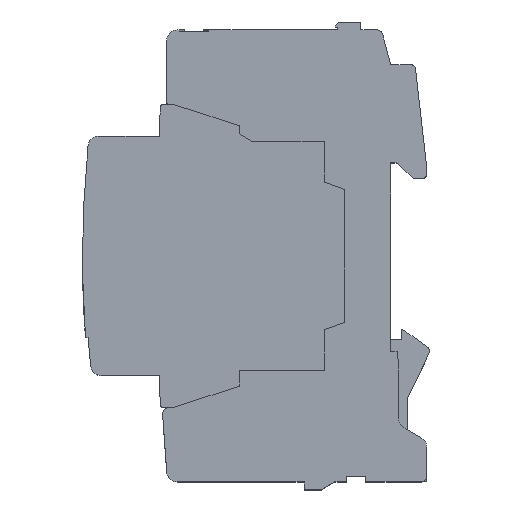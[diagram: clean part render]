
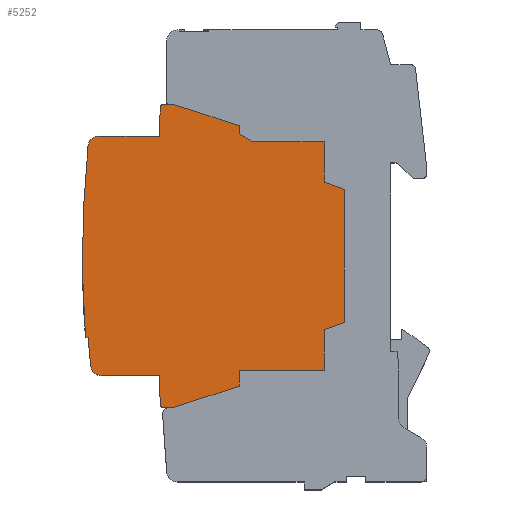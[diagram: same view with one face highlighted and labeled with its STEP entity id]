
A CAD part, top view. The second image highlights one B-rep face of the part: STEP entity #5252.
In plain terms, the highlighted planar face has unit normal (0, 0, 1).
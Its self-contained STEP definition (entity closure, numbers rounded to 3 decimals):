
#1000=DIRECTION('',(1.,0.,0.));
#1001=VECTOR('',#1000,0.839);
#1002=CARTESIAN_POINT('',(-41.65,28.5,8.8));
#1003=LINE('',#1002,#1001);
#1070=DIRECTION('',(1.,0.,0.));
#1071=VECTOR('',#1070,1.15);
#1072=CARTESIAN_POINT('',(-42.8,-28.5,8.8));
#1073=LINE('',#1072,#1071);
#1074=CARTESIAN_POINT('',(-42.8,-28.,8.8));
#1075=DIRECTION('',(0.,0.,1.));
#1076=DIRECTION('',(-0.998,-0.07,0.));
#1077=AXIS2_PLACEMENT_3D('',#1074,#1075,#1076);
#1079=DIRECTION('',(0.07,-0.998,0.));
#1080=VECTOR('',#1079,2.889);
#1081=CARTESIAN_POINT('',(-43.5,-25.153,8.8));
#1082=LINE('',#1081,#1080);
#1083=DIRECTION('',(0.,-1.,0.));
#1084=VECTOR('',#1083,2.653);
#1085=CARTESIAN_POINT('',(-43.5,-22.5,8.8));
#1086=LINE('',#1085,#1084);
#1087=CARTESIAN_POINT('',(-54.435,-20.5,8.8));
#1088=DIRECTION('',(0.,0.,1.));
#1089=DIRECTION('',(-0.995,-0.104,0.));
#1090=AXIS2_PLACEMENT_3D('',#1087,#1088,#1089);
#1092=CARTESIAN_POINT('',(142.,0.,8.8));
#1093=DIRECTION('',(0.,0.,1.));
#1094=DIRECTION('',(-0.997,-0.077,0.));
#1095=AXIS2_PLACEMENT_3D('',#1092,#1093,#1094);
#1097=DIRECTION('',(1.,0.,0.));
#1098=VECTOR('',#1097,0.5);
#1099=CARTESIAN_POINT('',(-57.41,-15.348,8.8));
#1100=LINE('',#1099,#1098);
#1101=CARTESIAN_POINT('',(142.,0.,8.8));
#1102=DIRECTION('',(0.,0.,1.));
#1103=DIRECTION('',(-0.995,0.104,0.));
#1104=AXIS2_PLACEMENT_3D('',#1101,#1102,#1103);
#1106=CARTESIAN_POINT('',(-54.936,20.5,8.8));
#1107=DIRECTION('',(0.,0.,1.));
#1108=DIRECTION('',(0.,1.,0.));
#1109=AXIS2_PLACEMENT_3D('',#1106,#1107,#1108);
#1111=DIRECTION('',(0.,-1.,0.));
#1112=VECTOR('',#1111,2.653);
#1113=CARTESIAN_POINT('',(-43.5,25.153,8.8));
#1114=LINE('',#1113,#1112);
#1115=DIRECTION('',(-0.07,-0.998,0.));
#1116=VECTOR('',#1115,2.889);
#1117=CARTESIAN_POINT('',(-43.298,28.035,8.8));
#1118=LINE('',#1117,#1116);
#1119=CARTESIAN_POINT('',(-42.8,28.,8.8));
#1120=DIRECTION('',(0.,0.,1.));
#1121=DIRECTION('',(0.,1.,0.));
#1122=AXIS2_PLACEMENT_3D('',#1119,#1120,#1121);
#1124=DIRECTION('',(-1.,0.,0.));
#1125=VECTOR('',#1124,1.15);
#1126=CARTESIAN_POINT('',(-41.65,28.5,8.8));
#1127=LINE('',#1126,#1125);
#1136=DIRECTION('',(0.951,-0.309,0.));
#1137=VECTOR('',#1136,12.944);
#1138=CARTESIAN_POINT('',(-40.811,28.5,8.8));
#1139=LINE('',#1138,#1137);
#1152=DIRECTION('',(0.,1.,0.));
#1153=VECTOR('',#1152,1.557);
#1154=CARTESIAN_POINT('',(-28.5,22.943,8.8));
#1155=LINE('',#1154,#1153);
#1168=DIRECTION('',(0.866,-0.5,0.));
#1169=VECTOR('',#1168,2.887);
#1170=CARTESIAN_POINT('',(-28.5,22.943,8.8));
#1171=LINE('',#1170,#1169);
#1184=DIRECTION('',(-1.,0.,0.));
#1185=VECTOR('',#1184,13.5);
#1186=CARTESIAN_POINT('',(-12.5,21.5,8.8));
#1187=LINE('',#1186,#1185);
#1200=DIRECTION('',(0.,-1.,0.));
#1201=VECTOR('',#1200,7.617);
#1202=CARTESIAN_POINT('',(-12.5,21.5,8.8));
#1203=LINE('',#1202,#1201);
#1216=DIRECTION('',(0.94,-0.342,0.));
#1217=VECTOR('',#1216,4.044);
#1218=CARTESIAN_POINT('',(-12.5,13.883,8.8));
#1219=LINE('',#1218,#1217);
#1232=DIRECTION('',(0.,-1.,0.));
#1233=VECTOR('',#1232,25.);
#1234=CARTESIAN_POINT('',(-8.7,12.5,8.8));
#1235=LINE('',#1234,#1233);
#1248=DIRECTION('',(-0.94,-0.342,0.));
#1249=VECTOR('',#1248,4.044);
#1250=CARTESIAN_POINT('',(-8.7,-12.5,8.8));
#1251=LINE('',#1250,#1249);
#1264=DIRECTION('',(0.,-1.,0.));
#1265=VECTOR('',#1264,7.617);
#1266=CARTESIAN_POINT('',(-12.5,-13.883,8.8));
#1267=LINE('',#1266,#1265);
#1280=DIRECTION('',(-1.,0.,0.));
#1281=VECTOR('',#1280,16.);
#1282=CARTESIAN_POINT('',(-12.5,-21.5,8.8));
#1283=LINE('',#1282,#1281);
#1296=DIRECTION('',(0.,-1.,0.));
#1297=VECTOR('',#1296,3.);
#1298=CARTESIAN_POINT('',(-28.5,-21.5,8.8));
#1299=LINE('',#1298,#1297);
#1312=DIRECTION('',(-0.951,-0.309,0.));
#1313=VECTOR('',#1312,12.944);
#1314=CARTESIAN_POINT('',(-28.5,-24.5,8.8));
#1315=LINE('',#1314,#1313);
#1328=DIRECTION('',(-1.,0.,0.));
#1329=VECTOR('',#1328,0.839);
#1330=CARTESIAN_POINT('',(-40.811,-28.5,8.8));
#1331=LINE('',#1330,#1329);
#1364=DIRECTION('',(1.,0.,0.));
#1365=VECTOR('',#1364,10.935);
#1366=CARTESIAN_POINT('',(-54.435,-22.5,8.8));
#1367=LINE('',#1366,#1365);
#1414=DIRECTION('',(-1.,0.,0.));
#1415=VECTOR('',#1414,11.436);
#1416=CARTESIAN_POINT('',(-43.5,22.5,8.8));
#1417=LINE('',#1416,#1415);
#3657=CARTESIAN_POINT('',(-42.8,28.5,8.8));
#3658=CARTESIAN_POINT('',(-43.298,28.035,8.8));
#3659=VERTEX_POINT('',#3657);
#3660=VERTEX_POINT('',#3658);
#3661=CARTESIAN_POINT('',(-43.5,25.153,8.8));
#3662=VERTEX_POINT('',#3661);
#3663=CARTESIAN_POINT('',(-43.5,22.5,8.8));
#3664=VERTEX_POINT('',#3663);
#3665=CARTESIAN_POINT('',(-54.936,22.5,8.8));
#3666=CARTESIAN_POINT('',(-56.925,20.707,8.8));
#3667=VERTEX_POINT('',#3665);
#3668=VERTEX_POINT('',#3666);
#3669=CARTESIAN_POINT('',(-57.41,-15.348,8.8));
#3670=VERTEX_POINT('',#3669);
#3671=CARTESIAN_POINT('',(-56.91,-15.348,8.8));
#3672=VERTEX_POINT('',#3671);
#3673=CARTESIAN_POINT('',(-56.424,-20.708,8.8));
#3674=VERTEX_POINT('',#3673);
#3675=CARTESIAN_POINT('',(-54.435,-22.5,8.8));
#3676=VERTEX_POINT('',#3675);
#3677=CARTESIAN_POINT('',(-43.5,-22.5,8.8));
#3678=CARTESIAN_POINT('',(-43.5,-25.153,8.8));
#3679=VERTEX_POINT('',#3677);
#3680=VERTEX_POINT('',#3678);
#3681=CARTESIAN_POINT('',(-43.298,-28.035,8.8));
#3682=VERTEX_POINT('',#3681);
#3683=CARTESIAN_POINT('',(-42.8,-28.5,8.8));
#3684=VERTEX_POINT('',#3683);
#3718=CARTESIAN_POINT('',(-41.65,28.5,8.8));
#3719=CARTESIAN_POINT('',(-40.811,28.5,8.8));
#3720=VERTEX_POINT('',#3718);
#3721=VERTEX_POINT('',#3719);
#3724=CARTESIAN_POINT('',(-28.5,24.5,8.8));
#3725=VERTEX_POINT('',#3724);
#3728=CARTESIAN_POINT('',(-28.5,22.943,8.8));
#3729=VERTEX_POINT('',#3728);
#3732=CARTESIAN_POINT('',(-26.,21.5,8.8));
#3733=VERTEX_POINT('',#3732);
#3736=CARTESIAN_POINT('',(-12.5,21.5,8.8));
#3737=VERTEX_POINT('',#3736);
#3740=CARTESIAN_POINT('',(-12.5,13.883,8.8));
#3741=VERTEX_POINT('',#3740);
#3744=CARTESIAN_POINT('',(-8.7,12.5,8.8));
#3745=VERTEX_POINT('',#3744);
#3748=CARTESIAN_POINT('',(-8.7,-12.5,8.8));
#3749=VERTEX_POINT('',#3748);
#3752=CARTESIAN_POINT('',(-12.5,-13.883,8.8));
#3753=VERTEX_POINT('',#3752);
#3756=CARTESIAN_POINT('',(-12.5,-21.5,8.8));
#3757=VERTEX_POINT('',#3756);
#3760=CARTESIAN_POINT('',(-28.5,-21.5,8.8));
#3761=VERTEX_POINT('',#3760);
#3764=CARTESIAN_POINT('',(-28.5,-24.5,8.8));
#3765=VERTEX_POINT('',#3764);
#3768=CARTESIAN_POINT('',(-40.811,-28.5,8.8));
#3769=VERTEX_POINT('',#3768);
#3772=CARTESIAN_POINT('',(-41.65,-28.5,8.8));
#3773=VERTEX_POINT('',#3772);
#5190=CARTESIAN_POINT('',(-12.5,0.,8.8));
#5191=DIRECTION('',(0.,0.,1.));
#5192=DIRECTION('',(1.,0.,0.));
#5193=AXIS2_PLACEMENT_3D('',#5190,#5191,#5192);
#5194=PLANE('',#5193);
#5195=ORIENTED_EDGE('',*,*,#5102,.T.);
#5197=ORIENTED_EDGE('',*,*,#5196,.T.);
#5199=ORIENTED_EDGE('',*,*,#5198,.F.);
#5201=ORIENTED_EDGE('',*,*,#5200,.T.);
#5203=ORIENTED_EDGE('',*,*,#5202,.F.);
#5205=ORIENTED_EDGE('',*,*,#5204,.T.);
#5207=ORIENTED_EDGE('',*,*,#5206,.T.);
#5209=ORIENTED_EDGE('',*,*,#5208,.T.);
#5211=ORIENTED_EDGE('',*,*,#5210,.T.);
#5213=ORIENTED_EDGE('',*,*,#5212,.T.);
#5215=ORIENTED_EDGE('',*,*,#5214,.T.);
#5217=ORIENTED_EDGE('',*,*,#5216,.T.);
#5219=ORIENTED_EDGE('',*,*,#5218,.T.);
#5221=ORIENTED_EDGE('',*,*,#5220,.T.);
#5223=ORIENTED_EDGE('',*,*,#5222,.F.);
#5225=ORIENTED_EDGE('',*,*,#5224,.F.);
#5227=ORIENTED_EDGE('',*,*,#5226,.F.);
#5229=ORIENTED_EDGE('',*,*,#5228,.F.);
#5231=ORIENTED_EDGE('',*,*,#5230,.F.);
#5233=ORIENTED_EDGE('',*,*,#5232,.F.);
#5235=ORIENTED_EDGE('',*,*,#5234,.F.);
#5237=ORIENTED_EDGE('',*,*,#5236,.F.);
#5239=ORIENTED_EDGE('',*,*,#5238,.F.);
#5241=ORIENTED_EDGE('',*,*,#5240,.F.);
#5243=ORIENTED_EDGE('',*,*,#5242,.F.);
#5245=ORIENTED_EDGE('',*,*,#5244,.F.);
#5247=ORIENTED_EDGE('',*,*,#5246,.F.);
#5248=ORIENTED_EDGE('',*,*,#5183,.F.);
#5249=ORIENTED_EDGE('',*,*,#5001,.F.);
#5250=EDGE_LOOP('',(#5195,#5197,#5199,#5201,#5203,#5205,#5207,#5209,#5211,#5213,
#5215,#5217,#5219,#5221,#5223,#5225,#5227,#5229,#5231,#5233,#5235,#5237,#5239,
#5241,#5243,#5245,#5247,#5248,#5249));
#5251=FACE_OUTER_BOUND('',#5250,.F.);
#5252=ADVANCED_FACE('',(#5251),#5194,.T.);
#1078=CIRCLE('',#1077,0.5);
#1091=CIRCLE('',#1090,2.);
#1096=CIRCLE('',#1095,199.501);
#1105=CIRCLE('',#1104,200.);
#1110=CIRCLE('',#1109,2.);
#1123=CIRCLE('',#1122,0.5);
#5001=EDGE_CURVE('',#3720,#3659,#1127,.T.);
#5102=EDGE_CURVE('',#3720,#3721,#1003,.T.);
#5183=EDGE_CURVE('',#3659,#3660,#1123,.T.);
#5196=EDGE_CURVE('',#3721,#3725,#1139,.T.);
#5198=EDGE_CURVE('',#3729,#3725,#1155,.T.);
#5200=EDGE_CURVE('',#3729,#3733,#1171,.T.);
#5202=EDGE_CURVE('',#3737,#3733,#1187,.T.);
#5204=EDGE_CURVE('',#3737,#3741,#1203,.T.);
#5206=EDGE_CURVE('',#3741,#3745,#1219,.T.);
#5208=EDGE_CURVE('',#3745,#3749,#1235,.T.);
#5210=EDGE_CURVE('',#3749,#3753,#1251,.T.);
#5212=EDGE_CURVE('',#3753,#3757,#1267,.T.);
#5214=EDGE_CURVE('',#3757,#3761,#1283,.T.);
#5216=EDGE_CURVE('',#3761,#3765,#1299,.T.);
#5218=EDGE_CURVE('',#3765,#3769,#1315,.T.);
#5220=EDGE_CURVE('',#3769,#3773,#1331,.T.);
#5222=EDGE_CURVE('',#3684,#3773,#1073,.T.);
#5224=EDGE_CURVE('',#3682,#3684,#1078,.T.);
#5226=EDGE_CURVE('',#3680,#3682,#1082,.T.);
#5228=EDGE_CURVE('',#3679,#3680,#1086,.T.);
#5230=EDGE_CURVE('',#3676,#3679,#1367,.T.);
#5232=EDGE_CURVE('',#3674,#3676,#1091,.T.);
#5234=EDGE_CURVE('',#3672,#3674,#1096,.T.);
#5236=EDGE_CURVE('',#3670,#3672,#1100,.T.);
#5238=EDGE_CURVE('',#3668,#3670,#1105,.T.);
#5240=EDGE_CURVE('',#3667,#3668,#1110,.T.);
#5242=EDGE_CURVE('',#3664,#3667,#1417,.T.);
#5244=EDGE_CURVE('',#3662,#3664,#1114,.T.);
#5246=EDGE_CURVE('',#3660,#3662,#1118,.T.);
